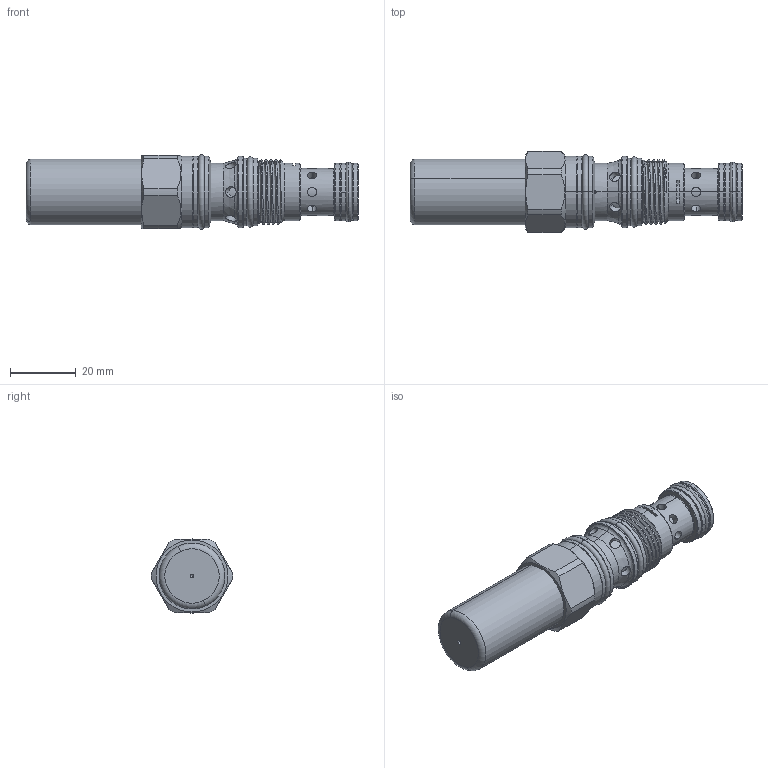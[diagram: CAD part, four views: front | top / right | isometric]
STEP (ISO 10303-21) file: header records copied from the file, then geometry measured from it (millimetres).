
FILE_DESCRIPTION (( 'STEP AP203' ), '1' );
FILE_NAME ('DP11A3N-C.STEP', '2020-03-18T08:59:01', ( '' ), ( '' ), 'SwSTEP 2.0', 'SolidWorks 2018', '' );
FILE_SCHEMA (( 'CONFIG_CONTROL_DESIGN' ));
Length unit declared in the file: millimetre
Products named in the file (1): DP11A3N-C
Bounding box: 100.77 x 24.59 x 22.55 mm (x, y, z)
Volume: 25468.2 mm3; surface area: 13913.1 mm2
Topology: 4 solids, 4 shells, 322 faces, 761 edges, 473 vertices
Faces by surface type: cylinder 163, plane 62, cone 48, torus 42, bspline 7
Entity records: 18041 total; most frequent: CARTESIAN_POINT 10810, ORIENTED_EDGE 1518, DIRECTION 1490, EDGE_CURVE 759, AXIS2_PLACEMENT_3D 626, VERTEX_POINT 473, EDGE_LOOP 354, FACE_OUTER_BOUND 322
